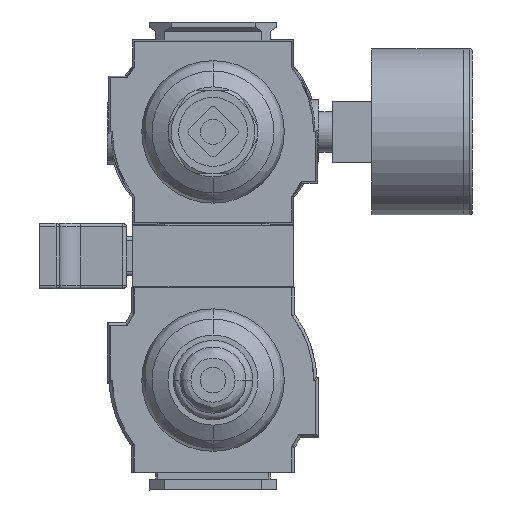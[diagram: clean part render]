
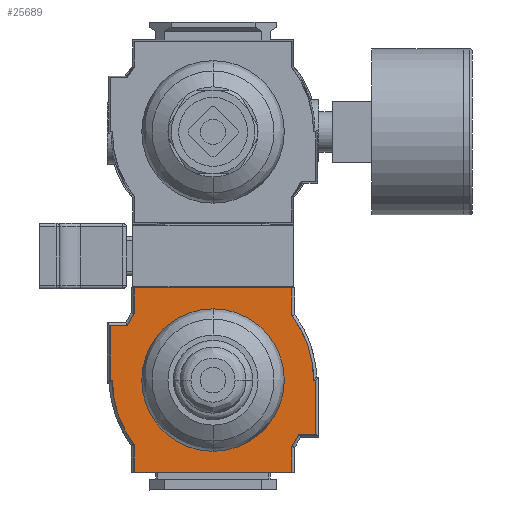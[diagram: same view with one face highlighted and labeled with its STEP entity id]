
A CAD part, front view. The second image highlights one B-rep face of the part: STEP entity #25689.
In plain terms, the highlighted face is planar.
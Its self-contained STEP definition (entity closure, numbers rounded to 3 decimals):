
#276 = CARTESIAN_POINT ( 'NONE',  ( -18., 30.9, -21.125 ) ) ;
#425 = EDGE_CURVE ( 'NONE', #25878, #27588, #2502, .T. ) ;
#627 = VECTOR ( 'NONE', #21459, 1000. ) ;
#713 = DIRECTION ( 'NONE',  ( 0., 1., 0. ) ) ;
#1580 = CARTESIAN_POINT ( 'NONE',  ( -23.5, 30.9, -12.4 ) ) ;
#1641 = EDGE_CURVE ( 'NONE', #27588, #13108, #7328, .T. ) ;
#1808 = CARTESIAN_POINT ( 'NONE',  ( -18., 30.9, -21.125 ) ) ;
#1895 = LINE ( 'NONE', #6568, #3478 ) ;
#2025 = DIRECTION ( 'NONE',  ( 0., 0., 1. ) ) ;
#2067 = CARTESIAN_POINT ( 'NONE',  ( 23.5, 30.9, 12.4 ) ) ;
#2439 = CARTESIAN_POINT ( 'NONE',  ( 18., 30.9, -21.125 ) ) ;
#2444 = CARTESIAN_POINT ( 'NONE',  ( 23., 30.9, 0. ) ) ;
#2502 = LINE ( 'NONE', #2067, #4430 ) ;
#2552 = EDGE_CURVE ( 'NONE', #25702, #18773, #21153, .T. ) ;
#2619 = EDGE_CURVE ( 'NONE', #8325, #23696, #24106, .T. ) ;
#2882 = VERTEX_POINT ( 'NONE', #20808 ) ;
#2913 = VECTOR ( 'NONE', #5415, 1000. ) ;
#2993 = AXIS2_PLACEMENT_3D ( 'NONE', #23678, #8454, #8741 ) ;
#3178 = VECTOR ( 'NONE', #17445, 1000. ) ;
#3478 = VECTOR ( 'NONE', #2025, 1000. ) ;
#3749 = VERTEX_POINT ( 'NONE', #17753 ) ;
#4076 = LINE ( 'NONE', #19069, #627 ) ;
#4094 = CARTESIAN_POINT ( 'NONE',  ( -18., 30.9, -15.2 ) ) ;
#4167 = DIRECTION ( 'NONE',  ( 1., 0., 0. ) ) ;
#4206 = ORIENTED_EDGE ( 'NONE', *, *, #1641, .F. ) ;
#4207 = EDGE_CURVE ( 'NONE', #26295, #26861, #15476, .T. ) ;
#4277 = VECTOR ( 'NONE', #16431, 1000. ) ;
#4430 = VECTOR ( 'NONE', #10708, 1000. ) ;
#4515 = VECTOR ( 'NONE', #7916, 1000. ) ;
#4726 = CARTESIAN_POINT ( 'NONE',  ( 18., 30.9, -21.125 ) ) ;
#4770 = CARTESIAN_POINT ( 'NONE',  ( 18., 30.9, 21.125 ) ) ;
#5288 = CARTESIAN_POINT ( 'NONE',  ( -18., 30.9, -15.2 ) ) ;
#5415 = DIRECTION ( 'NONE',  ( 0.496, 0., -0.868 ) ) ;
#5776 = DIRECTION ( 'NONE',  ( 1., 0., 0. ) ) ;
#6402 = CARTESIAN_POINT ( 'NONE',  ( -19.6, 30.9, -12.4 ) ) ;
#6568 = CARTESIAN_POINT ( 'NONE',  ( 23.5, 30.9, 0. ) ) ;
#6679 = DIRECTION ( 'NONE',  ( 0., 0., -1. ) ) ;
#6682 = VECTOR ( 'NONE', #5776, 1000. ) ;
#6730 = ORIENTED_EDGE ( 'NONE', *, *, #4207, .F. ) ;
#6776 = EDGE_CURVE ( 'NONE', #26861, #2882, #15212, .T. ) ;
#6940 = CARTESIAN_POINT ( 'NONE',  ( -23., 30.9, 0. ) ) ;
#7328 = LINE ( 'NONE', #15967, #7629 ) ;
#7399 = LINE ( 'NONE', #2444, #14673 ) ;
#7538 = CARTESIAN_POINT ( 'NONE',  ( -19.6, 30.9, -12.4 ) ) ;
#7629 = VECTOR ( 'NONE', #24656, 1000. ) ;
#7718 = EDGE_CURVE ( 'NONE', #12471, #21746, #16125, .T. ) ;
#7916 = DIRECTION ( 'NONE',  ( -1., 0., 0. ) ) ;
#7935 = ORIENTED_EDGE ( 'NONE', *, *, #15392, .F. ) ;
#7952 = VECTOR ( 'NONE', #6679, 1000. ) ;
#8325 = VERTEX_POINT ( 'NONE', #15036 ) ;
#8454 = DIRECTION ( 'NONE',  ( 0., -1., 0. ) ) ;
#8741 = DIRECTION ( 'NONE',  ( 1., 0., 0. ) ) ;
#8904 = CARTESIAN_POINT ( 'NONE',  ( 19.6, 30.9, 12.4 ) ) ;
#9367 = DIRECTION ( 'NONE',  ( 1., 0., 0. ) ) ;
#9476 = CARTESIAN_POINT ( 'NONE',  ( 0., 30.9, 0. ) ) ;
#9637 = ORIENTED_EDGE ( 'NONE', *, *, #13102, .F. ) ;
#9905 = CARTESIAN_POINT ( 'NONE',  ( -23.5, 30.9, 0. ) ) ;
#9994 = CARTESIAN_POINT ( 'NONE',  ( -23.5, 30.9, 0. ) ) ;
#10430 = ORIENTED_EDGE ( 'NONE', *, *, #26652, .F. ) ;
#10708 = DIRECTION ( 'NONE',  ( -1., 0., 0. ) ) ;
#11222 = DIRECTION ( 'NONE',  ( 0., 0., 1. ) ) ;
#11530 = VERTEX_POINT ( 'NONE', #5288 ) ;
#11893 = LINE ( 'NONE', #16573, #25433 ) ;
#11982 = AXIS2_PLACEMENT_3D ( 'NONE', #18806, #18513, #27574 ) ;
#12173 = ORIENTED_EDGE ( 'NONE', *, *, #2619, .F. ) ;
#12246 = VERTEX_POINT ( 'NONE', #13203 ) ;
#12273 = EDGE_CURVE ( 'NONE', #2882, #12246, #7399, .T. ) ;
#12279 = ORIENTED_EDGE ( 'NONE', *, *, #15093, .F. ) ;
#12471 = VERTEX_POINT ( 'NONE', #1580 ) ;
#12650 = EDGE_CURVE ( 'NONE', #18773, #12471, #22714, .T. ) ;
#12705 = EDGE_LOOP ( 'NONE', ( #27937, #14798, #6730, #21902, #7935, #9637, #26890, #18960, #26034, #22255, #10430, #12173, #17203, #4206, #12781, #12279 ) ) ;
#12747 = VERTEX_POINT ( 'NONE', #276 ) ;
#12781 = ORIENTED_EDGE ( 'NONE', *, *, #425, .F. ) ;
#13102 = EDGE_CURVE ( 'NONE', #21746, #11530, #18362, .T. ) ;
#13108 = VERTEX_POINT ( 'NONE', #14033 ) ;
#13203 = CARTESIAN_POINT ( 'NONE',  ( 23.5, 30.9, 0. ) ) ;
#13672 = VECTOR ( 'NONE', #4167, 1000. ) ;
#14033 = CARTESIAN_POINT ( 'NONE',  ( 18., 30.9, 15.2 ) ) ;
#14284 = CARTESIAN_POINT ( 'NONE',  ( -23., 30.9, 0. ) ) ;
#14673 = VECTOR ( 'NONE', #9367, 1000. ) ;
#14798 = ORIENTED_EDGE ( 'NONE', *, *, #6776, .F. ) ;
#14818 = LINE ( 'NONE', #1808, #13672 ) ;
#15036 = CARTESIAN_POINT ( 'NONE',  ( 18., 30.9, 21.125 ) ) ;
#15093 = EDGE_CURVE ( 'NONE', #12246, #25878, #1895, .T. ) ;
#15212 = CIRCLE ( 'NONE', #2993, 24.2 ) ;
#15392 = EDGE_CURVE ( 'NONE', #11530, #12747, #23590, .T. ) ;
#15476 = LINE ( 'NONE', #2439, #19624 ) ;
#15719 = DIRECTION ( 'NONE',  ( 0., 0., 1. ) ) ;
#15956 = CARTESIAN_POINT ( 'NONE',  ( 18., 30.9, -14.731 ) ) ;
#15967 = CARTESIAN_POINT ( 'NONE',  ( 19.6, 30.9, 12.4 ) ) ;
#16125 = LINE ( 'NONE', #16554, #6682 ) ;
#16431 = DIRECTION ( 'NONE',  ( 0., 0., -1. ) ) ;
#16554 = CARTESIAN_POINT ( 'NONE',  ( -23.5, 30.9, -12.4 ) ) ;
#16573 = CARTESIAN_POINT ( 'NONE',  ( -18., 30.9, 21.125 ) ) ;
#16678 = EDGE_CURVE ( 'NONE', #12747, #26295, #14818, .T. ) ;
#17098 = EDGE_CURVE ( 'NONE', #3749, #25702, #18837, .T. ) ;
#17203 = ORIENTED_EDGE ( 'NONE', *, *, #27533, .F. ) ;
#17435 = CARTESIAN_POINT ( 'NONE',  ( 23.5, 30.9, 12.4 ) ) ;
#17445 = DIRECTION ( 'NONE',  ( -1., 0., 0. ) ) ;
#17753 = CARTESIAN_POINT ( 'NONE',  ( -18., 30.9, 14.731 ) ) ;
#18362 = LINE ( 'NONE', #7538, #2913 ) ;
#18472 = DIRECTION ( 'NONE',  ( 0., 0., -1. ) ) ;
#18513 = DIRECTION ( 'NONE',  ( 0., -1., 0. ) ) ;
#18773 = VERTEX_POINT ( 'NONE', #9994 ) ;
#18780 = CARTESIAN_POINT ( 'NONE',  ( -18., 30.9, 21.125 ) ) ;
#18806 = CARTESIAN_POINT ( 'NONE',  ( 1.2, 30.9, 0. ) ) ;
#18837 = CIRCLE ( 'NONE', #11982, 24.2 ) ;
#18960 = ORIENTED_EDGE ( 'NONE', *, *, #12650, .F. ) ;
#19069 = CARTESIAN_POINT ( 'NONE',  ( 18., 30.9, 15.2 ) ) ;
#19624 = VECTOR ( 'NONE', #11222, 1000. ) ;
#20808 = CARTESIAN_POINT ( 'NONE',  ( 23., 30.9, 0. ) ) ;
#21153 = LINE ( 'NONE', #14284, #4515 ) ;
#21459 = DIRECTION ( 'NONE',  ( 0., 0., 1. ) ) ;
#21746 = VERTEX_POINT ( 'NONE', #6402 ) ;
#21902 = ORIENTED_EDGE ( 'NONE', *, *, #16678, .F. ) ;
#22255 = ORIENTED_EDGE ( 'NONE', *, *, #17098, .F. ) ;
#22714 = LINE ( 'NONE', #9905, #4277 ) ;
#23590 = LINE ( 'NONE', #4094, #7952 ) ;
#23678 = CARTESIAN_POINT ( 'NONE',  ( -1.2, 30.9, 0. ) ) ;
#23696 = VERTEX_POINT ( 'NONE', #18780 ) ;
#24106 = LINE ( 'NONE', #4770, #3178 ) ;
#24440 = AXIS2_PLACEMENT_3D ( 'NONE', #9476, #713, #15719 ) ;
#24555 = FACE_OUTER_BOUND ( 'NONE', #12705, .T. ) ;
#24656 = DIRECTION ( 'NONE',  ( -0.496, 0., 0.868 ) ) ;
#25433 = VECTOR ( 'NONE', #18472, 1000. ) ;
#25689 = ADVANCED_FACE ( 'NONE', ( #24555 ), #26397, .T. ) ;
#25702 = VERTEX_POINT ( 'NONE', #6940 ) ;
#25878 = VERTEX_POINT ( 'NONE', #17435 ) ;
#26034 = ORIENTED_EDGE ( 'NONE', *, *, #2552, .F. ) ;
#26295 = VERTEX_POINT ( 'NONE', #4726 ) ;
#26397 = PLANE ( 'NONE',  #24440 ) ;
#26652 = EDGE_CURVE ( 'NONE', #23696, #3749, #11893, .T. ) ;
#26861 = VERTEX_POINT ( 'NONE', #15956 ) ;
#26890 = ORIENTED_EDGE ( 'NONE', *, *, #7718, .F. ) ;
#27533 = EDGE_CURVE ( 'NONE', #13108, #8325, #4076, .T. ) ;
#27574 = DIRECTION ( 'NONE',  ( -1., 0., 0. ) ) ;
#27588 = VERTEX_POINT ( 'NONE', #8904 ) ;
#27937 = ORIENTED_EDGE ( 'NONE', *, *, #12273, .F. ) ;
